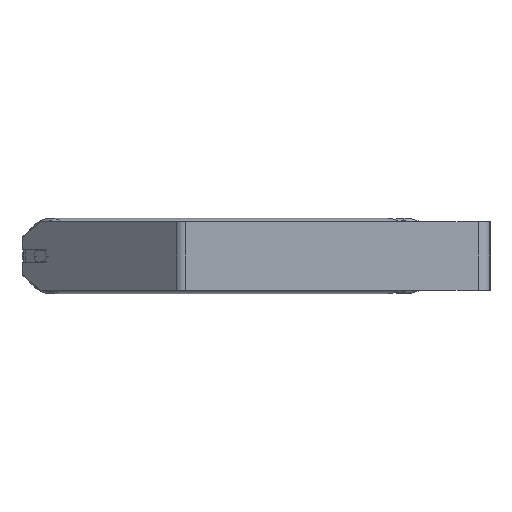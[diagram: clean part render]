
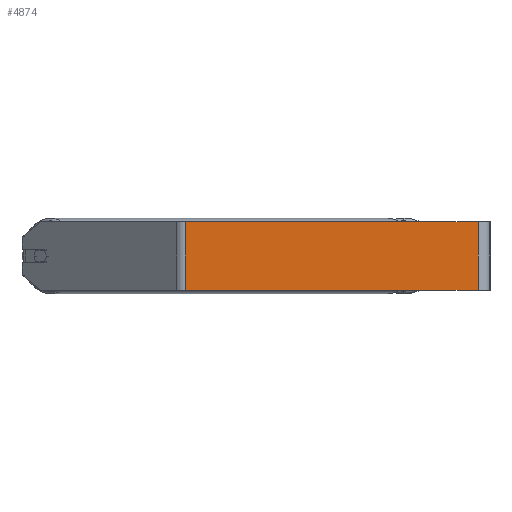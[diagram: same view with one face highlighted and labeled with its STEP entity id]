
A CAD part, left-side view. The second image highlights one B-rep face of the part: STEP entity #4874.
In plain terms, the highlighted planar face has unit normal (-1, 0, 0).
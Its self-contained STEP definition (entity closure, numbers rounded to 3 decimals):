
#89 = LINE ( 'NONE', #7474, #4450 ) ;
#283 = LINE ( 'NONE', #5716, #3101 ) ;
#355 = EDGE_CURVE ( 'NONE', #7009, #7024, #7554, .T. ) ;
#561 = CARTESIAN_POINT ( 'NONE',  ( -900., 363.7, 40. ) ) ;
#660 = LINE ( 'NONE', #3314, #7671 ) ;
#726 = VECTOR ( 'NONE', #6090, 1000. ) ;
#742 = DIRECTION ( 'NONE',  ( 0., 0., -1. ) ) ;
#1357 = AXIS2_PLACEMENT_3D ( 'NONE', #561, #3311, #742 ) ;
#1367 = PLANE ( 'NONE',  #1357 ) ;
#1499 = CARTESIAN_POINT ( 'NONE',  ( -900., 14., 40. ) ) ;
#1654 = CARTESIAN_POINT ( 'NONE',  ( -900., 357.901, -40. ) ) ;
#1736 = ORIENTED_EDGE ( 'NONE', *, *, #6068, .T. ) ;
#1992 = DIRECTION ( 'NONE',  ( 0., -1., 0. ) ) ;
#2025 = FACE_OUTER_BOUND ( 'NONE', #7354, .T. ) ;
#2026 = ORIENTED_EDGE ( 'NONE', *, *, #5196, .F. ) ;
#2357 = CARTESIAN_POINT ( 'NONE',  ( -900., 14., -40. ) ) ;
#3101 = VECTOR ( 'NONE', #8504, 1000. ) ;
#3142 = ORIENTED_EDGE ( 'NONE', *, *, #4566, .T. ) ;
#3311 = DIRECTION ( 'NONE',  ( 1., 0., 0. ) ) ;
#3314 = CARTESIAN_POINT ( 'NONE',  ( -900., 357.901, 40. ) ) ;
#4349 = ORIENTED_EDGE ( 'NONE', *, *, #355, .F. ) ;
#4450 = VECTOR ( 'NONE', #1992, 1000. ) ;
#4501 = CARTESIAN_POINT ( 'NONE',  ( -900., 357.901, 40. ) ) ;
#4566 = EDGE_CURVE ( 'NONE', #8720, #7024, #89, .T. ) ;
#4874 = ADVANCED_FACE ( 'NONE', ( #2025 ), #1367, .F. ) ;
#5196 = EDGE_CURVE ( 'NONE', #6376, #7009, #283, .T. ) ;
#5716 = CARTESIAN_POINT ( 'NONE',  ( -900., 363.7, 40. ) ) ;
#6068 = EDGE_CURVE ( 'NONE', #6376, #8720, #660, .T. ) ;
#6090 = DIRECTION ( 'NONE',  ( 0., 0., -1. ) ) ;
#6376 = VERTEX_POINT ( 'NONE', #4501 ) ;
#7009 = VERTEX_POINT ( 'NONE', #8495 ) ;
#7024 = VERTEX_POINT ( 'NONE', #2357 ) ;
#7354 = EDGE_LOOP ( 'NONE', ( #3142, #4349, #2026, #1736 ) ) ;
#7474 = CARTESIAN_POINT ( 'NONE',  ( -900., 363.7, -40. ) ) ;
#7554 = LINE ( 'NONE', #1499, #726 ) ;
#7671 = VECTOR ( 'NONE', #8084, 1000. ) ;
#8084 = DIRECTION ( 'NONE',  ( 0., 0., -1. ) ) ;
#8495 = CARTESIAN_POINT ( 'NONE',  ( -900., 14., 40. ) ) ;
#8504 = DIRECTION ( 'NONE',  ( 0., -1., 0. ) ) ;
#8720 = VERTEX_POINT ( 'NONE', #1654 ) ;
